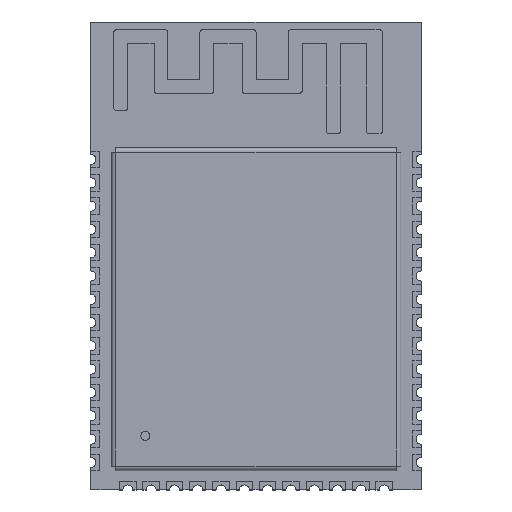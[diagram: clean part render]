
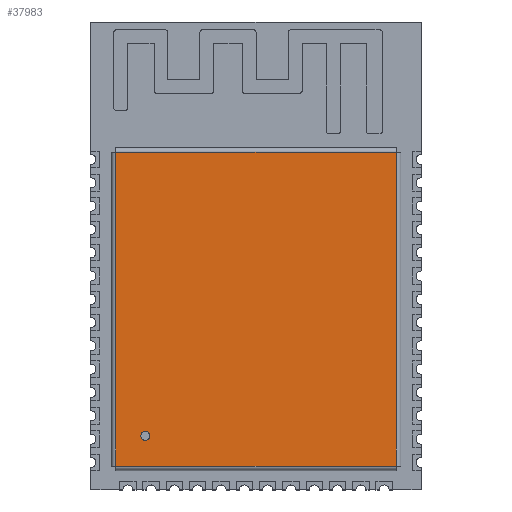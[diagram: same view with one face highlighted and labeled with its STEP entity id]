
A CAD part, top view. The second image highlights one B-rep face of the part: STEP entity #37983.
In plain terms, the highlighted planar face has unit normal (0, 0, 1).
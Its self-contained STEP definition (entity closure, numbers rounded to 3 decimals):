
#2548=FACE_BOUND('',#7403,.T.);
#3219=CIRCLE('',#42948,0.25);
#5292=FACE_OUTER_BOUND('',#7402,.T.);
#7402=EDGE_LOOP('',(#34060,#34061,#34062,#34063));
#7403=EDGE_LOOP('',(#34064));
#11593=LINE('',#68579,#15805);
#11594=LINE('',#68581,#15806);
#11595=LINE('',#68583,#15807);
#11596=LINE('',#68584,#15808);
#15805=VECTOR('',#53445,1000.);
#15806=VECTOR('',#53446,1000.);
#15807=VECTOR('',#53447,1000.);
#15808=VECTOR('',#53448,1000.);
#19098=VERTEX_POINT('',#68479);
#19140=VERTEX_POINT('',#68577);
#19141=VERTEX_POINT('',#68578);
#19142=VERTEX_POINT('',#68580);
#19143=VERTEX_POINT('',#68582);
#24083=EDGE_CURVE('',#19098,#19098,#3219,.T.);
#24129=EDGE_CURVE('',#19140,#19141,#11593,.T.);
#24130=EDGE_CURVE('',#19141,#19142,#11594,.T.);
#24131=EDGE_CURVE('',#19142,#19143,#11595,.T.);
#24132=EDGE_CURVE('',#19143,#19140,#11596,.T.);
#34060=ORIENTED_EDGE('',*,*,#24129,.T.);
#34061=ORIENTED_EDGE('',*,*,#24130,.T.);
#34062=ORIENTED_EDGE('',*,*,#24131,.T.);
#34063=ORIENTED_EDGE('',*,*,#24132,.T.);
#34064=ORIENTED_EDGE('',*,*,#24083,.F.);
#35930=PLANE('',#42971);
#37983=ADVANCED_FACE('',(#5292,#2548),#35930,.T.);
#42948=AXIS2_PLACEMENT_3D('',#68481,#53366,#53367);
#42971=AXIS2_PLACEMENT_3D('',#68576,#53443,#53444);
#53366=DIRECTION('center_axis',(0.,0.,1.));
#53367=DIRECTION('ref_axis',(1.,0.,0.));
#53443=DIRECTION('center_axis',(0.,0.,1.));
#53444=DIRECTION('ref_axis',(1.,0.,0.));
#53445=DIRECTION('',(-1.,0.,0.));
#53446=DIRECTION('',(0.,-1.,0.));
#53447=DIRECTION('',(1.,0.,0.));
#53448=DIRECTION('',(0.,1.,0.));
#68479=CARTESIAN_POINT('',(-6.28,-6.91,2.3));
#68481=CARTESIAN_POINT('Origin',(-6.03,-6.91,2.3));
#68576=CARTESIAN_POINT('Origin',(0.,0.,2.3));
#68577=CARTESIAN_POINT('',(7.65,8.55,2.3));
#68578=CARTESIAN_POINT('',(-7.65,8.55,2.3));
#68579=CARTESIAN_POINT('',(-7.9,8.55,2.3));
#68580=CARTESIAN_POINT('',(-7.65,-8.55,2.3));
#68581=CARTESIAN_POINT('',(-7.65,-8.8,2.3));
#68582=CARTESIAN_POINT('',(7.65,-8.55,2.3));
#68583=CARTESIAN_POINT('',(7.9,-8.55,2.3));
#68584=CARTESIAN_POINT('',(7.65,8.8,2.3));
